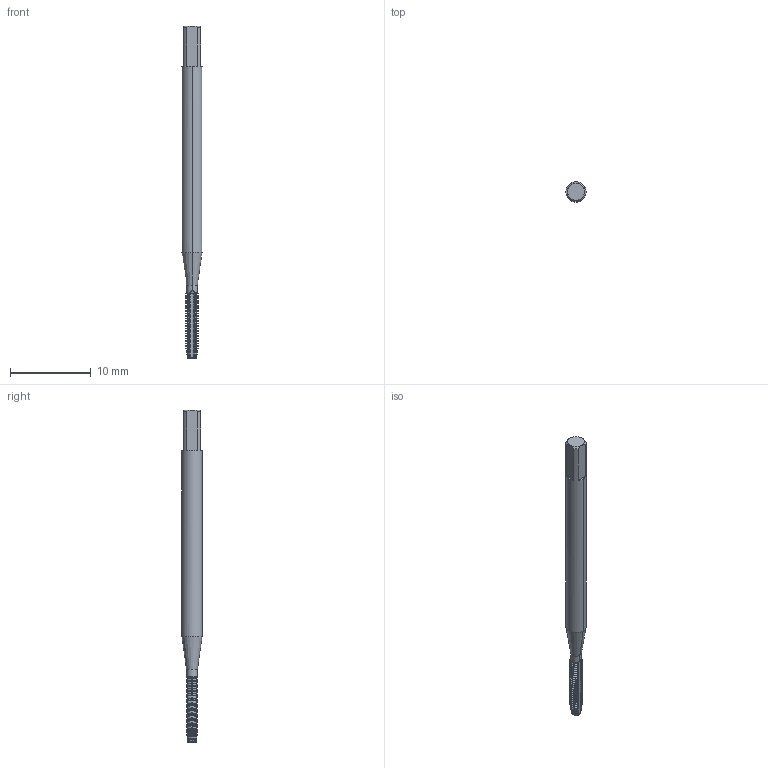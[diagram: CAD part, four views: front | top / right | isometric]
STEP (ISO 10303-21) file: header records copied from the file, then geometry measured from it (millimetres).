
FILE_DESCRIPTION(('no description'),'unknown implementation level');
FILE_NAME('solidEfaunZLbQcZAl8KXWYqi0Wm5kYQ_1.STP',' ',('CIM GmbH Aachen'),('CADClick - KiM GmbH - www.kimweb.de'),'unknown preprocess','ACIS','unknown authorization');
FILE_SCHEMA(('automotive_design'));
Length unit declared in the file: millimetre
Products named in the file (2): 1; 2
Bounding box: 2.5 x 2.5 x 41 mm (x, y, z)
Volume: 156.8 mm3; surface area: 353.6 mm2
Topology: 2 solids, 2 shells, 421 faces, 1139 edges, 720 vertices
Faces by surface type: cone 230, cylinder 168, plane 17, revolution 6
Entity records: 27798 total; most frequent: CARTESIAN_POINT 4675, STYLED_ITEM 2280, PRESENTATION_STYLE_ASSIGNMENT 2280, COLOUR_RGB 2280, ORIENTED_EDGE 2274, DIRECTION 2179, EDGE_CURVE 1137, CURVE_STYLE 1137
